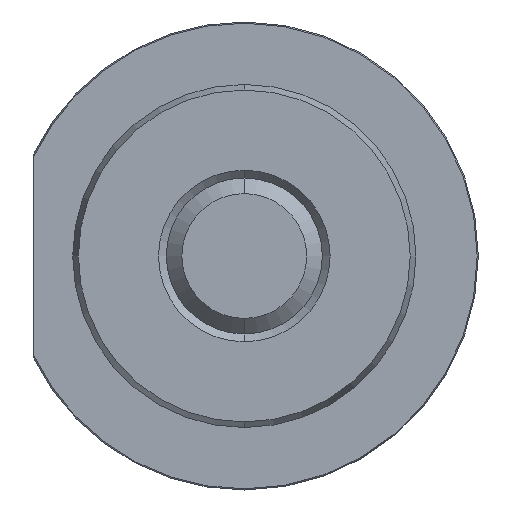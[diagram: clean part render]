
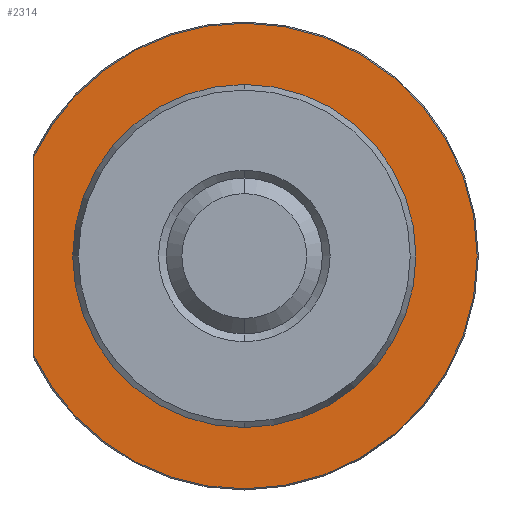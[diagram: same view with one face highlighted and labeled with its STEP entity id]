
A CAD part, left-side view. The second image highlights one B-rep face of the part: STEP entity #2314.
In plain terms, the highlighted planar face has unit normal (-1, 0, 0).
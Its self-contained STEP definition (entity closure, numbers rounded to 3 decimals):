
#52 = VERTEX_POINT ( 'NONE', #182 ) ;
#60 = VERTEX_POINT ( 'NONE', #190 ) ;
#81 = VERTEX_POINT ( 'NONE', #211 ) ;
#90 = VERTEX_POINT ( 'NONE', #220 ) ;
#91 = VERTEX_POINT ( 'NONE', #221 ) ;
#108 = VERTEX_POINT ( 'NONE', #238 ) ;
#182 = CARTESIAN_POINT ( 'NONE',  ( 22., 0., -14.927 ) ) ;
#190 = CARTESIAN_POINT ( 'NONE',  ( 22., 0., 14.927 ) ) ;
#211 = CARTESIAN_POINT ( 'NONE',  ( 22., 13.5, -6.37 ) ) ;
#220 = CARTESIAN_POINT ( 'NONE',  ( 22., 0., 11. ) ) ;
#221 = CARTESIAN_POINT ( 'NONE',  ( 22., 0., -11. ) ) ;
#238 = CARTESIAN_POINT ( 'NONE',  ( 22., 13.5, 6.37 ) ) ;
#744 = CARTESIAN_POINT ( 'NONE',  ( 22., 11., 0. ) ) ;
#745 = PLANE ( 'NONE',  #2845 ) ;
#746 = DIRECTION ( 'NONE',  ( 1., 0., 0. ) ) ;
#747 = DIRECTION ( 'NONE',  ( 0., 0., -1. ) ) ;
#1011 = CARTESIAN_POINT ( 'NONE',  ( 22., 0., 0. ) ) ;
#1012 = DIRECTION ( 'NONE',  ( -1., 0., 0. ) ) ;
#1013 = DIRECTION ( 'NONE',  ( 0., 0., -1. ) ) ;
#1015 = CARTESIAN_POINT ( 'NONE',  ( 22., 0., 0. ) ) ;
#1017 = DIRECTION ( 'NONE',  ( -1., 0., 0. ) ) ;
#1018 = DIRECTION ( 'NONE',  ( 0., 0., -1. ) ) ;
#1061 = CIRCLE ( 'NONE', #2623, 14.927 ) ;
#1150 = CARTESIAN_POINT ( 'NONE',  ( 22., 0., 0. ) ) ;
#1168 = DIRECTION ( 'NONE',  ( -1., 0., 0. ) ) ;
#1169 = DIRECTION ( 'NONE',  ( 0., 0., 1. ) ) ;
#1187 = CARTESIAN_POINT ( 'NONE',  ( 22., 13.5, 0. ) ) ;
#1188 = DIRECTION ( 'NONE',  ( 0., 0., -1. ) ) ;
#1199 = CARTESIAN_POINT ( 'NONE',  ( 22., 0., 0. ) ) ;
#1207 = DIRECTION ( 'NONE',  ( -1., 0., 0. ) ) ;
#1208 = DIRECTION ( 'NONE',  ( 0., 0., 1. ) ) ;
#1212 = CARTESIAN_POINT ( 'NONE',  ( 22., 0., 0. ) ) ;
#1219 = DIRECTION ( 'NONE',  ( -1., 0., 0. ) ) ;
#1220 = DIRECTION ( 'NONE',  ( 0., 0., -1. ) ) ;
#1616 = ORIENTED_EDGE ( 'NONE', *, *, #2780, .F. ) ;
#1617 = ORIENTED_EDGE ( 'NONE', *, *, #2746, .F. ) ;
#1618 = ORIENTED_EDGE ( 'NONE', *, *, #2770, .T. ) ;
#1619 = ORIENTED_EDGE ( 'NONE', *, *, #2688, .T. ) ;
#1620 = ORIENTED_EDGE ( 'NONE', *, *, #2686, .T. ) ;
#1621 = ORIENTED_EDGE ( 'NONE', *, *, #2789, .T. ) ;
#1979 = FACE_OUTER_BOUND ( 'NONE', #2379, .T. ) ;
#1990 = FACE_BOUND ( 'NONE', #2392, .T. ) ;
#2116 = CIRCLE ( 'NONE', #2844, 14.927 ) ;
#2120 = CIRCLE ( 'NONE', #2718, 14.927 ) ;
#2169 = CIRCLE ( 'NONE', #2676, 11. ) ;
#2178 = LINE ( 'NONE', #1187, #2179 ) ;
#2179 = VECTOR ( 'NONE', #1188, 1000. ) ;
#2187 = CIRCLE ( 'NONE', #2660, 11. ) ;
#2314 = ADVANCED_FACE ( 'NONE', ( #1979, #1990 ), #745, .F. ) ;
#2379 = EDGE_LOOP ( 'NONE', ( #1621, #1620, #1619, #1618 ) ) ;
#2392 = EDGE_LOOP ( 'NONE', ( #1617, #1616 ) ) ;
#2623 = AXIS2_PLACEMENT_3D ( 'NONE', #1212, #1219, #1220 ) ;
#2660 = AXIS2_PLACEMENT_3D ( 'NONE', #1199, #1207, #1208 ) ;
#2676 = AXIS2_PLACEMENT_3D ( 'NONE', #1150, #1168, #1169 ) ;
#2686 = EDGE_CURVE ( 'NONE', #52, #60, #2116, .T. ) ;
#2688 = EDGE_CURVE ( 'NONE', #60, #108, #2120, .T. ) ;
#2718 = AXIS2_PLACEMENT_3D ( 'NONE', #1015, #1017, #1018 ) ;
#2746 = EDGE_CURVE ( 'NONE', #90, #91, #2169, .T. ) ;
#2770 = EDGE_CURVE ( 'NONE', #108, #81, #2178, .T. ) ;
#2780 = EDGE_CURVE ( 'NONE', #91, #90, #2187, .T. ) ;
#2789 = EDGE_CURVE ( 'NONE', #81, #52, #1061, .T. ) ;
#2844 = AXIS2_PLACEMENT_3D ( 'NONE', #1011, #1012, #1013 ) ;
#2845 = AXIS2_PLACEMENT_3D ( 'NONE', #744, #746, #747 ) ;
